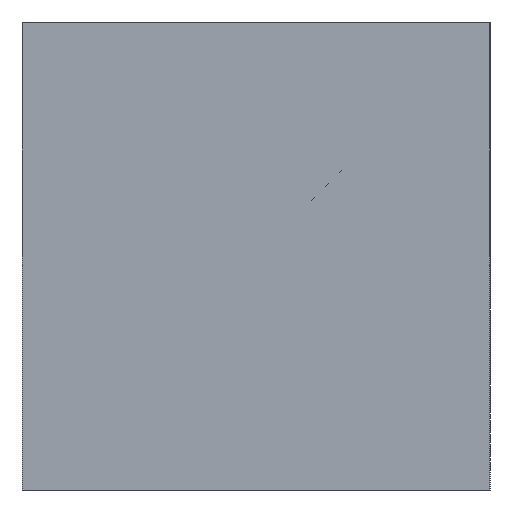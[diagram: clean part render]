
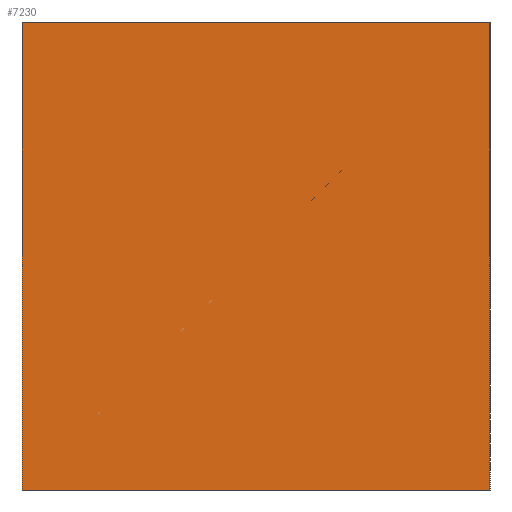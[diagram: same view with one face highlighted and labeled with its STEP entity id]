
A CAD part, left-side view. The second image highlights one B-rep face of the part: STEP entity #7230.
In plain terms, the highlighted planar face has unit normal (-1, 0, 0).
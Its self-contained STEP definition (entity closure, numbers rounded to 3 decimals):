
#892=FACE_OUTER_BOUND('',#1293,.T.);
#1293=EDGE_LOOP('',(#6315,#6316,#6317,#6318));
#1568=LINE('',#11222,#2249);
#1980=LINE('',#12504,#2661);
#1981=LINE('',#12505,#2662);
#1982=LINE('',#12506,#2663);
#2249=VECTOR('',#7998,10.);
#2661=VECTOR('',#8986,10.);
#2662=VECTOR('',#8987,10.);
#2663=VECTOR('',#8988,10.);
#2973=VERTEX_POINT('',#11215);
#2976=VERTEX_POINT('',#11220);
#3331=VERTEX_POINT('',#12502);
#3332=VERTEX_POINT('',#12503);
#3794=EDGE_CURVE('',#2976,#2973,#1568,.T.);
#4332=EDGE_CURVE('',#3331,#3332,#1980,.T.);
#4333=EDGE_CURVE('',#3332,#2973,#1981,.T.);
#4334=EDGE_CURVE('',#3331,#2976,#1982,.T.);
#6315=ORIENTED_EDGE('',*,*,#4332,.T.);
#6316=ORIENTED_EDGE('',*,*,#4333,.T.);
#6317=ORIENTED_EDGE('',*,*,#3794,.F.);
#6318=ORIENTED_EDGE('',*,*,#4334,.F.);
#6560=PLANE('',#7601);
#7230=ADVANCED_FACE('',(#892),#6560,.T.);
#7601=AXIS2_PLACEMENT_3D('',#12501,#8984,#8985);
#7998=DIRECTION('',(0.,-1.,0.));
#8984=DIRECTION('center_axis',(-1.,0.,0.));
#8985=DIRECTION('ref_axis',(0.,-1.,0.));
#8986=DIRECTION('',(0.,-1.,0.));
#8987=DIRECTION('',(0.,0.,1.));
#8988=DIRECTION('',(0.,0.,1.));
#11215=CARTESIAN_POINT('',(0.,0.,63.5));
#11220=CARTESIAN_POINT('',(0.,63.5,63.5));
#11222=CARTESIAN_POINT('',(0.,63.5,63.5));
#12501=CARTESIAN_POINT('Origin',(0.,63.5,0.));
#12502=CARTESIAN_POINT('',(0.,63.5,0.));
#12503=CARTESIAN_POINT('',(0.,0.,0.));
#12504=CARTESIAN_POINT('',(0.,63.5,0.));
#12505=CARTESIAN_POINT('',(0.,0.,0.));
#12506=CARTESIAN_POINT('',(0.,63.5,0.));
